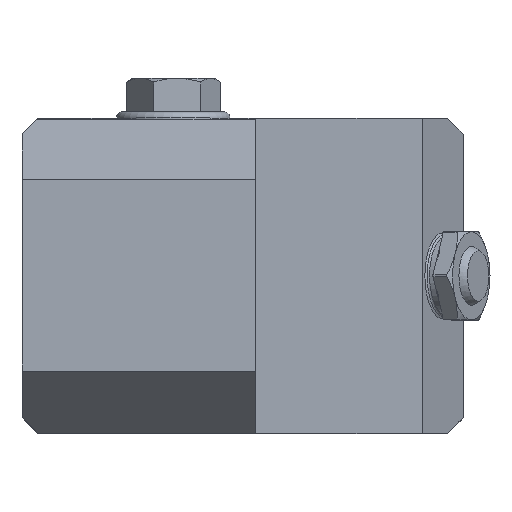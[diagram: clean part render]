
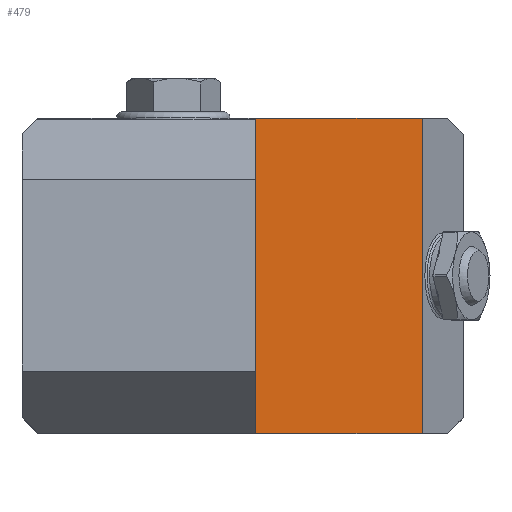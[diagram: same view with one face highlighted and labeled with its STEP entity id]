
A CAD part, top view. The second image highlights one B-rep face of the part: STEP entity #479.
In plain terms, the highlighted planar face has unit normal (0, 0, 1).
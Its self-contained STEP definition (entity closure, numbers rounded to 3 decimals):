
#175=FACE_OUTER_BOUND('',#967,.T.);
#479=ADVANCED_FACE('',(#175),#663,.F.);
#663=PLANE('',#3931);
#967=EDGE_LOOP('',(#1730,#1731,#1732,#1733));
#1730=ORIENTED_EDGE('',*,*,#2865,.T.);
#1731=ORIENTED_EDGE('',*,*,#2866,.T.);
#1732=ORIENTED_EDGE('',*,*,#2867,.T.);
#1733=ORIENTED_EDGE('',*,*,#2868,.T.);
#2428=VERTEX_POINT('',#6136);
#2429=VERTEX_POINT('',#6137);
#2430=VERTEX_POINT('',#6139);
#2431=VERTEX_POINT('',#6141);
#2865=EDGE_CURVE('',#2428,#2429,#3273,.T.);
#2866=EDGE_CURVE('',#2429,#2430,#3274,.T.);
#2867=EDGE_CURVE('',#2430,#2431,#3275,.T.);
#2868=EDGE_CURVE('',#2431,#2428,#3276,.T.);
#3273=LINE('',#6135,#3602);
#3274=LINE('',#6138,#3603);
#3275=LINE('',#6140,#3604);
#3276=LINE('',#6142,#3605);
#3602=VECTOR('',#4644,1.);
#3603=VECTOR('',#4645,1.);
#3604=VECTOR('',#4646,1.);
#3605=VECTOR('',#4647,1.);
#3931=AXIS2_PLACEMENT_3D('',#6143,#4648,#4649);
#4644=DIRECTION('',(1.,0.,0.));
#4645=DIRECTION('',(0.,1.,0.));
#4646=DIRECTION('',(-1.,0.,0.));
#4647=DIRECTION('',(0.,-1.,0.));
#4648=DIRECTION('',(0.,0.,-1.));
#4649=DIRECTION('',(1.,0.,0.));
#6135=CARTESIAN_POINT('',(35.,-25.,32.));
#6136=CARTESIAN_POINT('',(1.8,-25.,32.));
#6137=CARTESIAN_POINT('',(28.472,-25.,32.));
#6138=CARTESIAN_POINT('',(28.472,25.,32.));
#6139=CARTESIAN_POINT('',(28.472,25.,32.));
#6140=CARTESIAN_POINT('',(-35.,25.,32.));
#6141=CARTESIAN_POINT('',(1.8,25.,32.));
#6142=CARTESIAN_POINT('',(1.8,25.,32.));
#6143=CARTESIAN_POINT('',(35.,-30.,32.));
